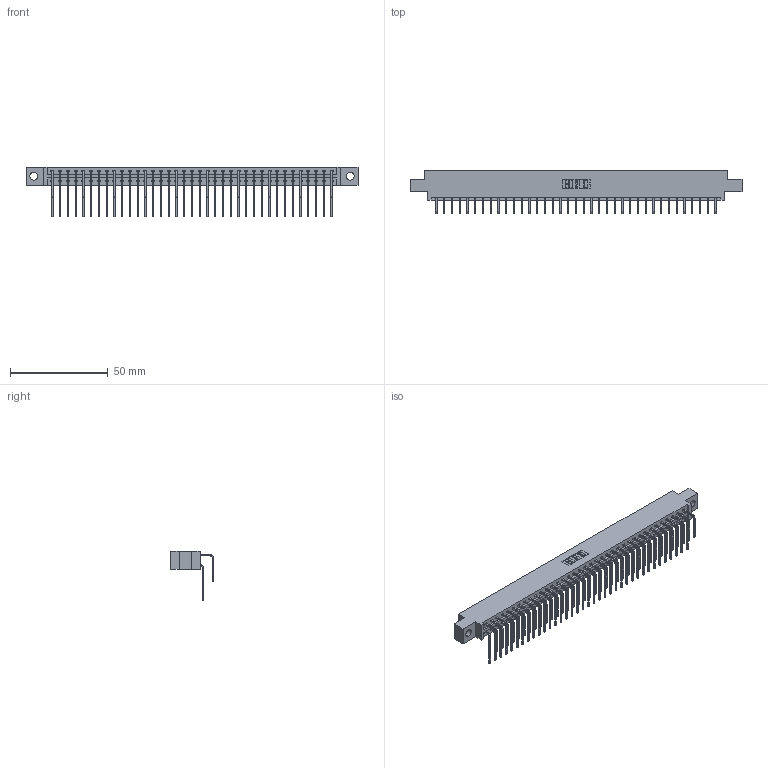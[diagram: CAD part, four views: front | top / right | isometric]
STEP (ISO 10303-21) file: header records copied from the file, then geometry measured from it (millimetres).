
FILE_DESCRIPTION (( 'STEP AP203' ), '1' );
FILE_NAME ('387-074-558-804.STEP', '2019-10-22T02:31:34', ( '' ), ( '' ), 'SwSTEP 2.0', 'SolidWorks 2016', '' );
FILE_SCHEMA (( 'CONFIG_CONTROL_DESIGN' ));
Length unit declared in the file: inch
Products named in the file (4): 345-292-001_558 Tail - 2; 337 Part_0.170 Offset - 0.156 Dia-TH; 345-292-001_558 559 Tail - 1; 387-074-558-804
Assembly tree (75 placements, depth 2):
  387-074-558-804
    337 Part_0.170 Offset - 0.156 Dia-TH
    345-292-001_558 559 Tail - 1  x37
    345-292-001_558 Tail - 2  x37
Bounding box: 169.62 x 22.17 x 25.53 mm (x, y, z)
Volume: 18031 mm3; surface area: 22384.2 mm2
Topology: 75 solids, 75 shells, 4262 faces, 12681 edges, 8354 vertices
Faces by surface type: plane 3034, cylinder 1228
Entity records: 31253 total; most frequent: CARTESIAN_POINT 5317, ORIENTED_EDGE 5202, DIRECTION 4513, EDGE_CURVE 2601, VECTOR 2433, LINE 2433, VERTEX_POINT 1730, AXIS2_PLACEMENT_3D 1040
